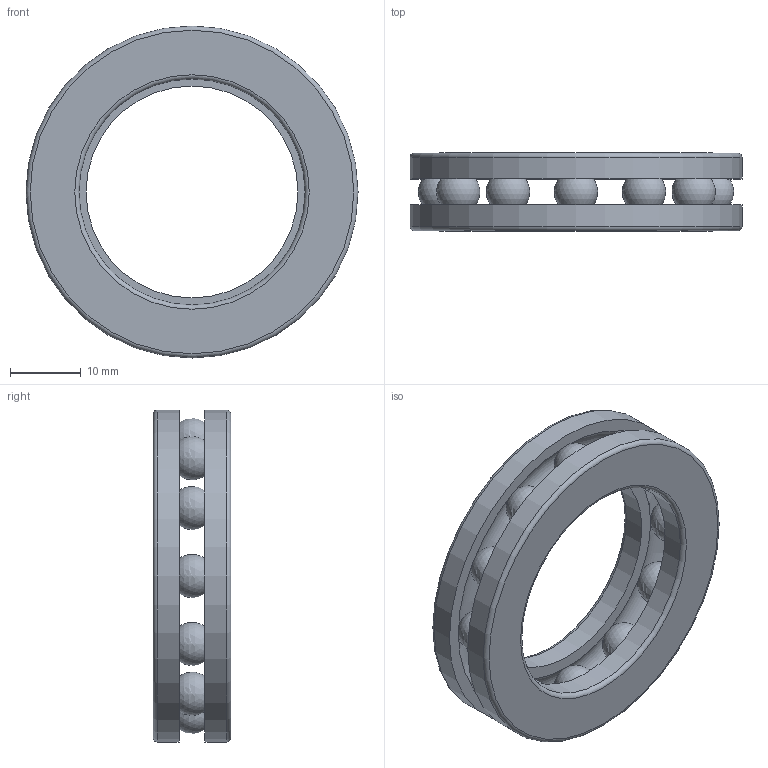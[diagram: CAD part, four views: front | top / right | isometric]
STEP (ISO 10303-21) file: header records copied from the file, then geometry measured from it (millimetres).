
FILE_DESCRIPTION(/* description */ ('STEP AP214'),/* implementation_level */ '2;1');
FILE_NAME(/* name */ '51106',/* time_stamp */ '2025-09-17T14:05:15+02:00',/* author */ ('License CC BY-ND 4.0'),/* organization */ ('CADENAS'),/* preprocessor_version */ 'ST-DEVELOPER v19.3',/* originating_system */ 'PARTsolutions',/* authorisation */ ' ');
FILE_SCHEMA (('AUTOMOTIVE_DESIGN {1 0 10303 214 3 1 1}'));
Length unit declared in the file: millimetre
Products named in the file (4): 51106; 51106 Housing raceway disc; 51106 Shaft raceway disc; 51106 Ball
Assembly tree (14 placements, depth 2):
  51106
    51106 Housing raceway disc
    51106 Shaft raceway disc
    51106 Ball  x12
Bounding box: 47 x 11 x 47 mm (x, y, z)
Volume: 7569 mm3; surface area: 7212.1 mm2
Topology: 14 solids, 14 shells, 28 faces, 62 edges, 40 vertices
Faces by surface type: sphere 12, torus 6, plane 6, cylinder 4
Full cylindrical faces by diameter (mm): 30 x1, 32 x1, 47 x2
Entity records: 535 total; most frequent: DIRECTION 96, CARTESIAN_POINT 65, AXIS2_PLACEMENT_3D 48, FACE_BOUND 33, ORIENTED_EDGE 32, EDGE_LOOP 32, PRODUCT_DEFINITION_SHAPE 18, VERTEX_POINT 17
